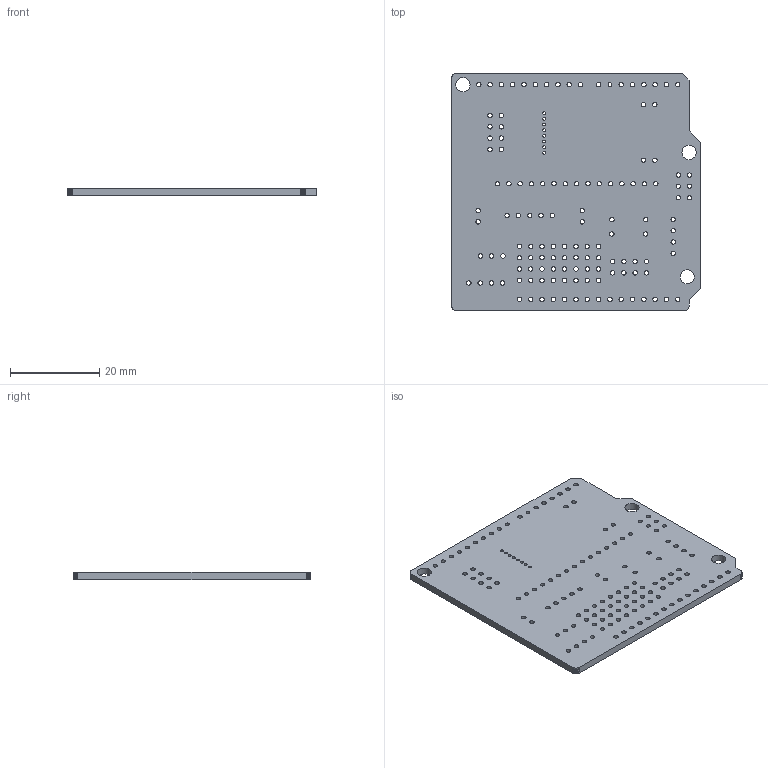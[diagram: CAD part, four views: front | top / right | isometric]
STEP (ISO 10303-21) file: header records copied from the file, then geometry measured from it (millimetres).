
FILE_DESCRIPTION(('KiCad electronic assembly'),'2;1');
FILE_NAME('NRF_uCS.step','2024-09-25T11:44:17',('Pcbnew'),('Kicad'), 'Open CASCADE STEP processor 7.7','KiCad to STEP converter','Unknown' );
FILE_SCHEMA(('AUTOMOTIVE_DESIGN { 1 0 10303 214 1 1 1 1 }'));
Length unit declared in the file: millimetre
Products named in the file (2): NRF_uCS 1; _autosave-NRF_uCS PCB
Assembly tree (1 placements, depth 2):
  NRF_uCS 1
    _autosave-NRF_uCS PCB
Bounding box: 55.88 x 53.34 x 1.6 mm (x, y, z)
Volume: 4487.7 mm3; surface area: 6676.4 mm2
Topology: 1 solids, 1 shells, 176 faces, 522 edges, 348 vertices
Faces by surface type: cylinder 141, plane 35
Full cylindrical faces by diameter (mm): 0.65 x8, 0.85 x1, 0.95 x6, 1 x123, 3.2 x3
Entity records: 14293 total; most frequent: CARTESIAN_POINT 3784, DIRECTION 1922, ORIENTED_EDGE 1044, PCURVE 1044, DEFINITIONAL_REPRESENTATION 1044, LINE 1002, VECTOR 1002, EDGE_CURVE 522
